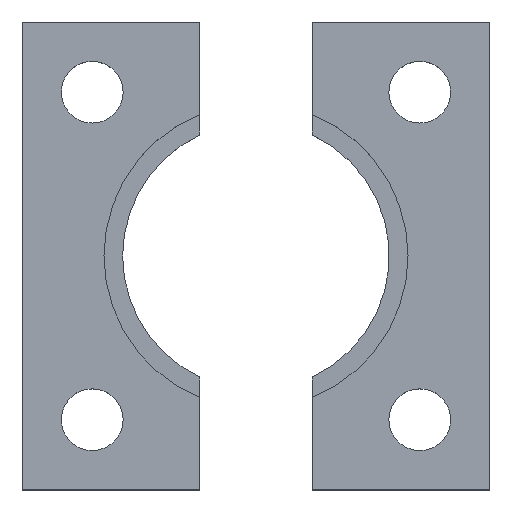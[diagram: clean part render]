
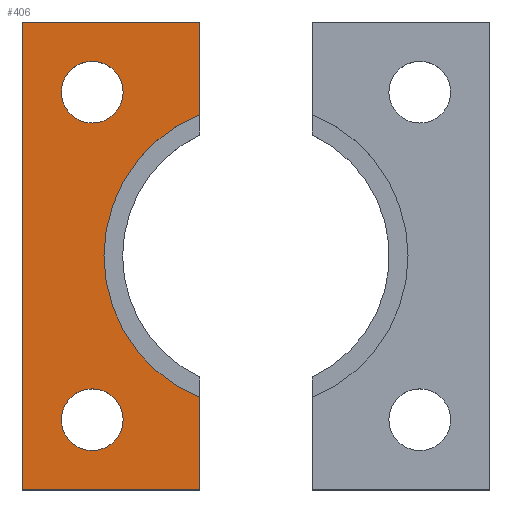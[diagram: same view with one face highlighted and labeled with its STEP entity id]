
A CAD part, top view. The second image highlights one B-rep face of the part: STEP entity #406.
In plain terms, the highlighted planar face has unit normal (0, 0, 1).
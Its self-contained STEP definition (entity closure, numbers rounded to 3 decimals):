
#8 = VERTEX_POINT ( 'NONE', #679 ) ;
#26 = AXIS2_PLACEMENT_3D ( 'NONE', #765, #384, #1013 ) ;
#30 = DIRECTION ( 'NONE',  ( 0., 0., 1. ) ) ;
#39 = FACE_OUTER_BOUND ( 'NONE', #522, .T. ) ;
#76 = VERTEX_POINT ( 'NONE', #544 ) ;
#93 = CARTESIAN_POINT ( 'NONE',  ( -25., -25., 7. ) ) ;
#100 = EDGE_CURVE ( 'NONE', #8, #758, #272, .T. ) ;
#103 = ORIENTED_EDGE ( 'NONE', *, *, #435, .T. ) ;
#105 = EDGE_CURVE ( 'NONE', #357, #659, #557, .T. ) ;
#108 = DIRECTION ( 'NONE',  ( -1., 0., 0. ) ) ;
#131 = CIRCLE ( 'NONE', #510, 3.3 ) ;
#161 = CARTESIAN_POINT ( 'NONE',  ( -6., 25., 7. ) ) ;
#174 = CARTESIAN_POINT ( 'NONE',  ( -6., 15.102, 7. ) ) ;
#187 = AXIS2_PLACEMENT_3D ( 'NONE', #683, #329, #668 ) ;
#189 = VERTEX_POINT ( 'NONE', #174 ) ;
#198 = EDGE_CURVE ( 'NONE', #224, #753, #986, .T. ) ;
#206 = CARTESIAN_POINT ( 'NONE',  ( -6., -25., 7. ) ) ;
#218 = AXIS2_PLACEMENT_3D ( 'NONE', #980, #906, #994 ) ;
#220 = CARTESIAN_POINT ( 'NONE',  ( -25., -25., 7. ) ) ;
#224 = VERTEX_POINT ( 'NONE', #880 ) ;
#233 = EDGE_CURVE ( 'NONE', #189, #76, #894, .T. ) ;
#243 = CIRCLE ( 'NONE', #979, 3.3 ) ;
#246 = VERTEX_POINT ( 'NONE', #663 ) ;
#272 = LINE ( 'NONE', #93, #342 ) ;
#295 = FACE_BOUND ( 'NONE', #606, .T. ) ;
#320 = CARTESIAN_POINT ( 'NONE',  ( -17.5, 17.5, 7. ) ) ;
#329 = DIRECTION ( 'NONE',  ( 0., 0., 1. ) ) ;
#342 = VECTOR ( 'NONE', #641, 1000. ) ;
#357 = VERTEX_POINT ( 'NONE', #987 ) ;
#358 = VECTOR ( 'NONE', #108, 1000. ) ;
#364 = VERTEX_POINT ( 'NONE', #625 ) ;
#382 = DIRECTION ( 'NONE',  ( 0., 1., 0. ) ) ;
#384 = DIRECTION ( 'NONE',  ( 0., 0., 1. ) ) ;
#393 = VECTOR ( 'NONE', #536, 1000. ) ;
#394 = DIRECTION ( 'NONE',  ( 1., 0., 0. ) ) ;
#406 = ADVANCED_FACE ( 'NONE', ( #39, #852, #295 ), #702, .T. ) ;
#435 = EDGE_CURVE ( 'NONE', #758, #246, #721, .T. ) ;
#457 = VECTOR ( 'NONE', #382, 1000. ) ;
#494 = CARTESIAN_POINT ( 'NONE',  ( -6., -25., 7. ) ) ;
#506 = LINE ( 'NONE', #206, #457 ) ;
#510 = AXIS2_PLACEMENT_3D ( 'NONE', #1008, #30, #882 ) ;
#522 = EDGE_LOOP ( 'NONE', ( #947, #829, #672, #991, #103, #773 ) ) ;
#536 = DIRECTION ( 'NONE',  ( 0., 1., 0. ) ) ;
#544 = CARTESIAN_POINT ( 'NONE',  ( -6., 25., 7. ) ) ;
#553 = CARTESIAN_POINT ( 'NONE',  ( -14.2, -17.5, 7. ) ) ;
#557 = CIRCLE ( 'NONE', #900, 3.3 ) ;
#561 = DIRECTION ( 'NONE',  ( 0., 0., 1. ) ) ;
#568 = EDGE_CURVE ( 'NONE', #659, #357, #243, .T. ) ;
#591 = CARTESIAN_POINT ( 'NONE',  ( -6., 12.925, 7. ) ) ;
#597 = ORIENTED_EDGE ( 'NONE', *, *, #198, .F. ) ;
#606 = EDGE_LOOP ( 'NONE', ( #597, #1000 ) ) ;
#625 = CARTESIAN_POINT ( 'NONE',  ( -6., -15.102, 7. ) ) ;
#641 = DIRECTION ( 'NONE',  ( 0., -1., 0. ) ) ;
#649 = VECTOR ( 'NONE', #851, 1000. ) ;
#659 = VERTEX_POINT ( 'NONE', #697 ) ;
#663 = CARTESIAN_POINT ( 'NONE',  ( -6., -25., 7. ) ) ;
#665 = ORIENTED_EDGE ( 'NONE', *, *, #568, .F. ) ;
#668 = DIRECTION ( 'NONE',  ( 1., 0., 0. ) ) ;
#672 = ORIENTED_EDGE ( 'NONE', *, *, #902, .T. ) ;
#679 = CARTESIAN_POINT ( 'NONE',  ( -25., 25., 7. ) ) ;
#683 = CARTESIAN_POINT ( 'NONE',  ( 0., 0., 7. ) ) ;
#697 = CARTESIAN_POINT ( 'NONE',  ( -20.8, 17.5, 7. ) ) ;
#700 = CARTESIAN_POINT ( 'NONE',  ( -17.5, 17.5, 7. ) ) ;
#702 = PLANE ( 'NONE',  #187 ) ;
#718 = EDGE_CURVE ( 'NONE', #189, #364, #812, .T. ) ;
#721 = LINE ( 'NONE', #494, #649 ) ;
#726 = ORIENTED_EDGE ( 'NONE', *, *, #105, .F. ) ;
#753 = VERTEX_POINT ( 'NONE', #553 ) ;
#758 = VERTEX_POINT ( 'NONE', #220 ) ;
#765 = CARTESIAN_POINT ( 'NONE',  ( 0., 0., 7. ) ) ;
#768 = LINE ( 'NONE', #161, #358 ) ;
#773 = ORIENTED_EDGE ( 'NONE', *, *, #796, .T. ) ;
#796 = EDGE_CURVE ( 'NONE', #246, #364, #506, .T. ) ;
#804 = DIRECTION ( 'NONE',  ( 1., 0., 0. ) ) ;
#812 = CIRCLE ( 'NONE', #26, 16.25 ) ;
#829 = ORIENTED_EDGE ( 'NONE', *, *, #233, .T. ) ;
#851 = DIRECTION ( 'NONE',  ( 1., 0., 0. ) ) ;
#852 = FACE_BOUND ( 'NONE', #1001, .T. ) ;
#880 = CARTESIAN_POINT ( 'NONE',  ( -20.8, -17.5, 7. ) ) ;
#882 = DIRECTION ( 'NONE',  ( 1., 0., 0. ) ) ;
#894 = LINE ( 'NONE', #591, #393 ) ;
#900 = AXIS2_PLACEMENT_3D ( 'NONE', #320, #561, #804 ) ;
#902 = EDGE_CURVE ( 'NONE', #76, #8, #768, .T. ) ;
#906 = DIRECTION ( 'NONE',  ( 0., 0., 1. ) ) ;
#912 = EDGE_CURVE ( 'NONE', #753, #224, #131, .T. ) ;
#936 = DIRECTION ( 'NONE',  ( 0., 0., 1. ) ) ;
#947 = ORIENTED_EDGE ( 'NONE', *, *, #718, .F. ) ;
#979 = AXIS2_PLACEMENT_3D ( 'NONE', #700, #936, #394 ) ;
#980 = CARTESIAN_POINT ( 'NONE',  ( -17.5, -17.5, 7. ) ) ;
#986 = CIRCLE ( 'NONE', #218, 3.3 ) ;
#987 = CARTESIAN_POINT ( 'NONE',  ( -14.2, 17.5, 7. ) ) ;
#991 = ORIENTED_EDGE ( 'NONE', *, *, #100, .T. ) ;
#994 = DIRECTION ( 'NONE',  ( 1., 0., 0. ) ) ;
#1000 = ORIENTED_EDGE ( 'NONE', *, *, #912, .F. ) ;
#1001 = EDGE_LOOP ( 'NONE', ( #665, #726 ) ) ;
#1008 = CARTESIAN_POINT ( 'NONE',  ( -17.5, -17.5, 7. ) ) ;
#1013 = DIRECTION ( 'NONE',  ( 1., 0., 0. ) ) ;
